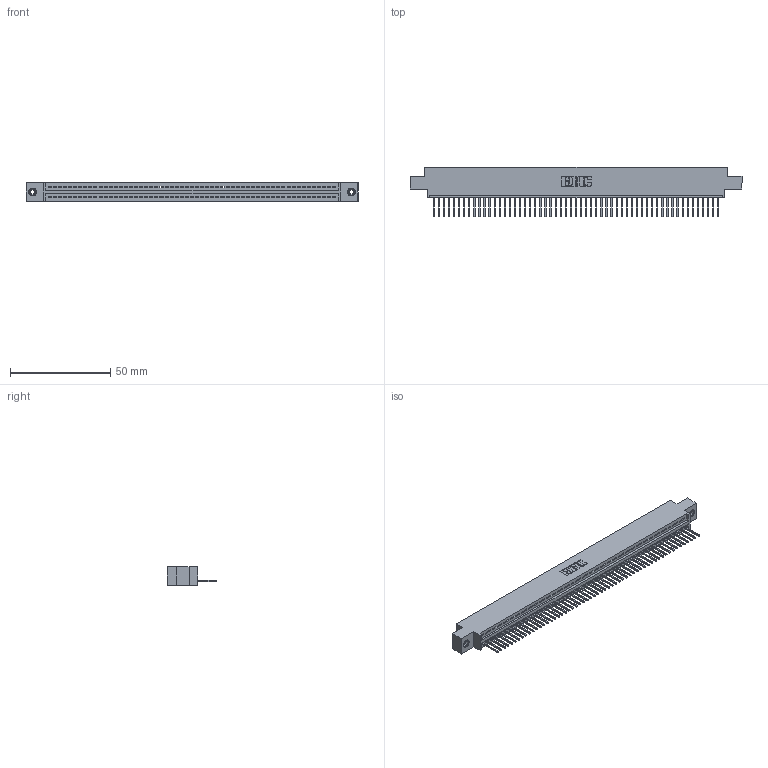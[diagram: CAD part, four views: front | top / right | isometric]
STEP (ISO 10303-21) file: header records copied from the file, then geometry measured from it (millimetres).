
FILE_DESCRIPTION (( 'STEP AP203' ), '1' );
FILE_NAME ('395-057-523-608.STEP', '2019-10-24T01:17:51', ( '' ), ( '' ), 'SwSTEP 2.0', 'SolidWorks 2016', '' );
FILE_SCHEMA (( 'CONFIG_CONTROL_DESIGN' ));
Length unit declared in the file: inch
Products named in the file (4): 345-292-001_345-293-123; 395-057-523-608; 345 Part_0.170 Offset - 0.156 Dia-TI; 345-250-001_345-250-003-102
Assembly tree (60 placements, depth 2):
  395-057-523-608
    345 Part_0.170 Offset - 0.156 Dia-TI
    345-292-001_345-293-123  x57
    345-250-001_345-250-003-102  x2
Bounding box: 165.99 x 24.82 x 9.4 mm (x, y, z)
Volume: 15746.7 mm3; surface area: 21337.7 mm2
Topology: 60 solids, 60 shells, 3496 faces, 10521 edges, 6930 vertices
Faces by surface type: plane 2396, cylinder 1084, cone 12, torus 4
Entity records: 42216 total; most frequent: CARTESIAN_POINT 7294, ORIENTED_EDGE 7278, DIRECTION 6375, EDGE_CURVE 3639, VECTOR 3259, LINE 3259, VERTEX_POINT 2420, AXIS2_PLACEMENT_3D 1558
